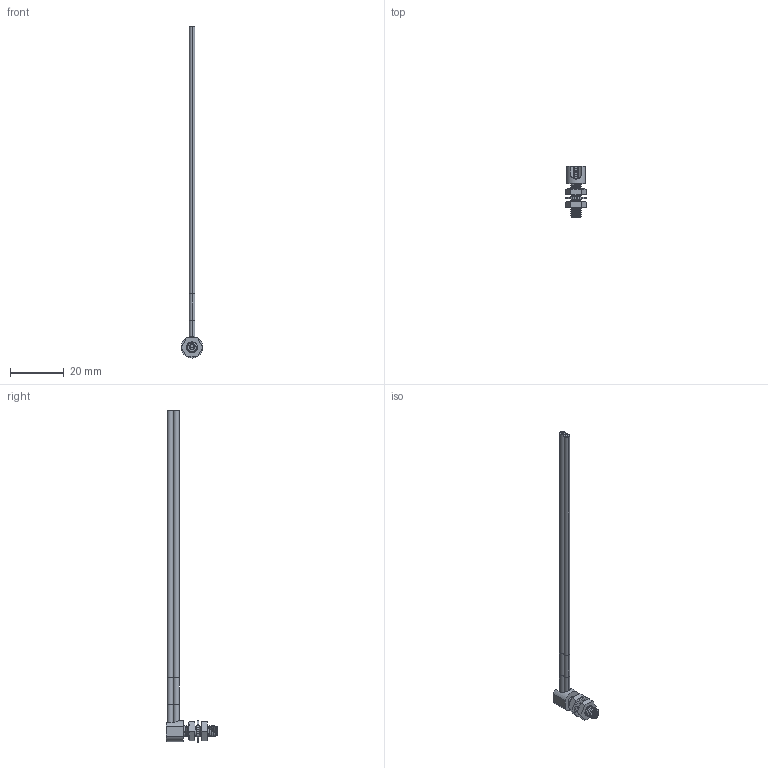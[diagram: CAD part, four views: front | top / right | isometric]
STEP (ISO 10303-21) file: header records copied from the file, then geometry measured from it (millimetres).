
FILE_DESCRIPTION((''),'2;1');
FILE_NAME('161880_ASM','2016-05-20T',('PDMAdmin'),(''),'PRO/ENGINEER BY PARAMETRIC TECHNOLOGY CORPORATION, 2016010','PRO/ENGINEER BY PARAMETRIC TECHNOLOGY CORPORATION, 2016010','');
FILE_SCHEMA(('CONFIG_CONTROL_DESIGN'));
Length unit declared in the file: inch
Products named in the file (8): 139880_AF5; 51022_AF2; 51022_AF3; FIBER_CORE_1MM_AF2; FIBER_CORE_1MM_AF3; 111401; 40845; 161880_ASM
Assembly tree (8 placements, depth 2):
  161880_ASM
    139880_AF5
    51022_AF2
    51022_AF3
    FIBER_CORE_1MM_AF2
    FIBER_CORE_1MM_AF3
    111401  x2
    40845
Bounding box: 8.08 x 19.05 x 124 mm (x, y, z)
Volume: 1346.5 mm3; surface area: 3606.1 mm2
Topology: 8 solids, 12 shells, 174 faces, 440 edges, 283 vertices
Faces by surface type: cylinder 94, plane 55, bspline 18, cone 7
Entity records: 9493 total; most frequent: CARTESIAN_POINT 5573, ORIENTED_EDGE 800, DIRECTION 747, EDGE_CURVE 406, AXIS2_PLACEMENT_3D 279, VERTEX_POINT 261, VECTOR 189, LINE 189
